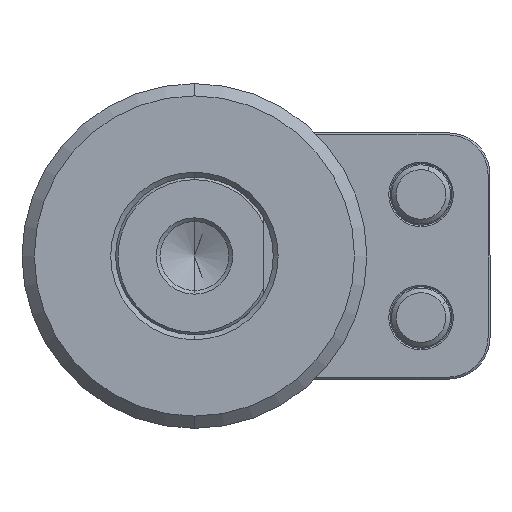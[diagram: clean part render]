
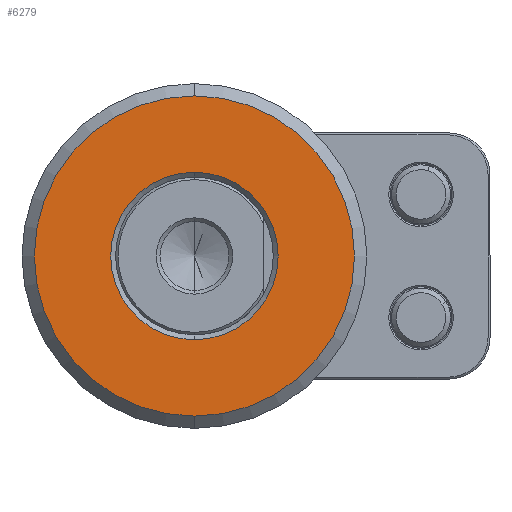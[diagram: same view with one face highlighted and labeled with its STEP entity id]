
A CAD part, front view. The second image highlights one B-rep face of the part: STEP entity #6279.
In plain terms, the highlighted planar face has unit normal (0, -1, 0).
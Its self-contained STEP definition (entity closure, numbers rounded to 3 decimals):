
#389 = CARTESIAN_POINT ( 'NONE',  ( 0., 0., 0. ) ) ;
#491 = ORIENTED_EDGE ( 'NONE', *, *, #8115, .T. ) ;
#548 = AXIS2_PLACEMENT_3D ( 'NONE', #9552, #637, #2339 ) ;
#637 = DIRECTION ( 'NONE',  ( 0., -1., 0. ) ) ;
#1295 = DIRECTION ( 'NONE',  ( 0., 0., 1. ) ) ;
#1725 = DIRECTION ( 'NONE',  ( 0., -1., 0. ) ) ;
#2167 = DIRECTION ( 'NONE',  ( 0., 1., 0. ) ) ;
#2228 = EDGE_CURVE ( 'NONE', #2955, #2979, #7208, .T. ) ;
#2339 = DIRECTION ( 'NONE',  ( 0., 0., 1. ) ) ;
#2535 = AXIS2_PLACEMENT_3D ( 'NONE', #9532, #2167, #5469 ) ;
#2817 = CIRCLE ( 'NONE', #3605, 17. ) ;
#2955 = VERTEX_POINT ( 'NONE', #10589 ) ;
#2979 = VERTEX_POINT ( 'NONE', #4850 ) ;
#3605 = AXIS2_PLACEMENT_3D ( 'NONE', #389, #5404, #1295 ) ;
#3990 = CIRCLE ( 'NONE', #548, 32.5 ) ;
#4210 = FACE_BOUND ( 'NONE', #6913, .T. ) ;
#4295 = CIRCLE ( 'NONE', #6555, 32.5 ) ;
#4495 = CARTESIAN_POINT ( 'NONE',  ( 0., 0., 32.5 ) ) ;
#4770 = EDGE_LOOP ( 'NONE', ( #10504, #7479 ) ) ;
#4850 = CARTESIAN_POINT ( 'NONE',  ( 0., 0., -17. ) ) ;
#5022 = DIRECTION ( 'NONE',  ( 0., 1., 0. ) ) ;
#5068 = DIRECTION ( 'NONE',  ( 0., 0., 1. ) ) ;
#5404 = DIRECTION ( 'NONE',  ( 0., 1., 0. ) ) ;
#5469 = DIRECTION ( 'NONE',  ( 0., 0., 1. ) ) ;
#5611 = PLANE ( 'NONE',  #6267 ) ;
#5636 = VERTEX_POINT ( 'NONE', #4495 ) ;
#5714 = CARTESIAN_POINT ( 'NONE',  ( 0., 0., 0. ) ) ;
#6267 = AXIS2_PLACEMENT_3D ( 'NONE', #5714, #5022, #9077 ) ;
#6279 = ADVANCED_FACE ( 'NONE', ( #6651, #4210 ), #5611, .F. ) ;
#6555 = AXIS2_PLACEMENT_3D ( 'NONE', #9130, #1725, #5068 ) ;
#6651 = FACE_OUTER_BOUND ( 'NONE', #4770, .T. ) ;
#6913 = EDGE_LOOP ( 'NONE', ( #491, #8741 ) ) ;
#7208 = CIRCLE ( 'NONE', #2535, 17. ) ;
#7479 = ORIENTED_EDGE ( 'NONE', *, *, #9453, .T. ) ;
#8115 = EDGE_CURVE ( 'NONE', #2979, #2955, #2817, .T. ) ;
#8249 = EDGE_CURVE ( 'NONE', #5636, #9352, #4295, .T. ) ;
#8741 = ORIENTED_EDGE ( 'NONE', *, *, #2228, .T. ) ;
#9077 = DIRECTION ( 'NONE',  ( 0., 0., 1. ) ) ;
#9130 = CARTESIAN_POINT ( 'NONE',  ( 0., 0., 0. ) ) ;
#9352 = VERTEX_POINT ( 'NONE', #10308 ) ;
#9453 = EDGE_CURVE ( 'NONE', #9352, #5636, #3990, .T. ) ;
#9532 = CARTESIAN_POINT ( 'NONE',  ( 0., 0., 0. ) ) ;
#9552 = CARTESIAN_POINT ( 'NONE',  ( 0., 0., 0. ) ) ;
#10308 = CARTESIAN_POINT ( 'NONE',  ( 0., 0., -32.5 ) ) ;
#10504 = ORIENTED_EDGE ( 'NONE', *, *, #8249, .T. ) ;
#10589 = CARTESIAN_POINT ( 'NONE',  ( 0., 0., 17. ) ) ;
